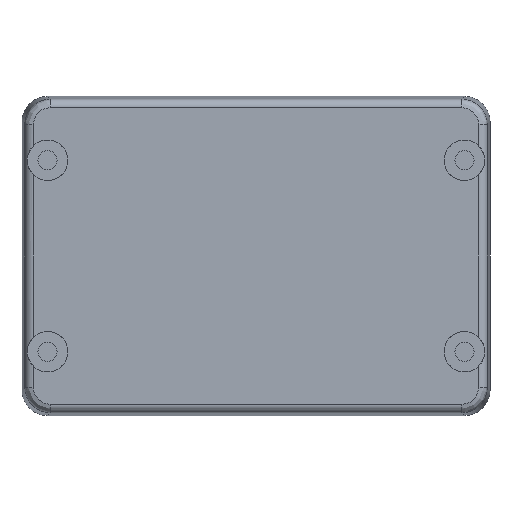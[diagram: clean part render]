
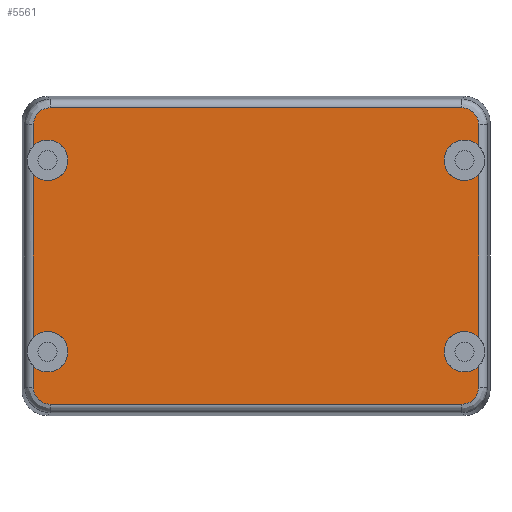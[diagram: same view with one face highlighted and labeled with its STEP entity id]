
A CAD part, front view. The second image highlights one B-rep face of the part: STEP entity #5561.
In plain terms, the highlighted planar face has unit normal (0, -1, 0).
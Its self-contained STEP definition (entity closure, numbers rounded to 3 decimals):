
#2446=DIRECTION('',(0.,0.,1.));
#2447=VECTOR('',#2446,38.238);
#2448=CARTESIAN_POINT('',(52.336,-40.,-19.119));
#2449=LINE('',#2448,#2447);
#2453=CARTESIAN_POINT('',(49.,-40.,-22.5));
#2454=DIRECTION('',(0.,-1.,0.));
#2455=DIRECTION('',(0.702,0.,0.712));
#2456=AXIS2_PLACEMENT_3D('',#2453,#2454,#2455);
#2461=CARTESIAN_POINT('',(49.,-40.,-22.5));
#2462=DIRECTION('',(0.,-1.,0.));
#2463=DIRECTION('',(-1.,0.,0.));
#2464=AXIS2_PLACEMENT_3D('',#2461,#2462,#2463);
#2469=DIRECTION('',(0.,0.,1.));
#2470=VECTOR('',#2469,4.956);
#2471=CARTESIAN_POINT('',(52.336,-40.,
-30.837));
#2472=LINE('',#2471,#2470);
#2476=CARTESIAN_POINT('',(48.337,-40.,
-34.836));
#2477=CARTESIAN_POINT('',(48.602,-40.,
-34.836));
#2478=CARTESIAN_POINT('',(49.12,-40.,
-34.785));
#2479=CARTESIAN_POINT('',(49.877,-40.,-34.556));
#2480=CARTESIAN_POINT('',(50.573,-40.,-34.184));
#2481=CARTESIAN_POINT('',(51.184,-40.,-33.683));
#2482=CARTESIAN_POINT('',(51.684,-40.,-33.073));
#2483=CARTESIAN_POINT('',(52.056,-40.,
-32.377));
#2484=CARTESIAN_POINT('',(52.285,-40.,
-31.62));
#2485=CARTESIAN_POINT('',(52.336,-40.,
-31.102));
#2486=CARTESIAN_POINT('',(52.336,-40.,
-30.837));
#2491=DIRECTION('',(1.,0.,0.));
#2492=VECTOR('',#2491,96.674);
#2493=CARTESIAN_POINT('',(-48.337,-40.,
-34.836));
#2494=LINE('',#2493,#2492);
#2498=CARTESIAN_POINT('',(-52.336,-40.,
-30.837));
#2499=CARTESIAN_POINT('',(-52.336,-40.,
-31.102));
#2500=CARTESIAN_POINT('',(-52.285,-40.,
-31.62));
#2501=CARTESIAN_POINT('',(-52.056,-40.,-32.377));
#2502=CARTESIAN_POINT('',(-51.684,-40.,-33.073));
#2503=CARTESIAN_POINT('',(-51.183,-40.,-33.684));
#2504=CARTESIAN_POINT('',(-50.573,-40.,-34.184));
#2505=CARTESIAN_POINT('',(-49.877,-40.,
-34.556));
#2506=CARTESIAN_POINT('',(-49.12,-40.,
-34.785));
#2507=CARTESIAN_POINT('',(-48.602,-40.,
-34.836));
#2508=CARTESIAN_POINT('',(-48.337,-40.,
-34.836));
#2513=DIRECTION('',(0.,0.,-1.));
#2514=VECTOR('',#2513,4.956);
#2515=CARTESIAN_POINT('',(-52.336,-40.,-25.881));
#2516=LINE('',#2515,#2514);
#2520=CARTESIAN_POINT('',(-49.,-40.,-22.5));
#2521=DIRECTION('',(0.,-1.,0.));
#2522=DIRECTION('',(-0.702,0.,-0.712));
#2523=AXIS2_PLACEMENT_3D('',#2520,#2521,#2522);
#2528=CARTESIAN_POINT('',(-49.,-40.,-22.5));
#2529=DIRECTION('',(0.,-1.,0.));
#2530=DIRECTION('',(1.,0.,0.));
#2531=AXIS2_PLACEMENT_3D('',#2528,#2529,#2530);
#2536=DIRECTION('',(0.,0.,-1.));
#2537=VECTOR('',#2536,38.238);
#2538=CARTESIAN_POINT('',(-52.336,-40.,19.119));
#2539=LINE('',#2538,#2537);
#2543=CARTESIAN_POINT('',(-49.,-40.,22.5));
#2544=DIRECTION('',(0.,-1.,0.));
#2545=DIRECTION('',(-0.702,0.,-0.712));
#2546=AXIS2_PLACEMENT_3D('',#2543,#2544,#2545);
#2551=CARTESIAN_POINT('',(-49.,-40.,22.5));
#2552=DIRECTION('',(0.,-1.,0.));
#2553=DIRECTION('',(1.,0.,0.));
#2554=AXIS2_PLACEMENT_3D('',#2551,#2552,#2553);
#2559=DIRECTION('',(0.,0.,-1.));
#2560=VECTOR('',#2559,4.956);
#2561=CARTESIAN_POINT('',(-52.336,-40.,
30.837));
#2562=LINE('',#2561,#2560);
#2566=CARTESIAN_POINT('',(-48.337,-40.,
34.836));
#2567=CARTESIAN_POINT('',(-48.602,-40.,
34.836));
#2568=CARTESIAN_POINT('',(-49.12,-40.,
34.785));
#2569=CARTESIAN_POINT('',(-49.877,-40.,34.556));
#2570=CARTESIAN_POINT('',(-50.573,-40.,34.184));
#2571=CARTESIAN_POINT('',(-51.184,-40.,33.683));
#2572=CARTESIAN_POINT('',(-51.684,-40.,33.073));
#2573=CARTESIAN_POINT('',(-52.056,-40.,
32.377));
#2574=CARTESIAN_POINT('',(-52.285,-40.,
31.62));
#2575=CARTESIAN_POINT('',(-52.336,-40.,
31.102));
#2576=CARTESIAN_POINT('',(-52.336,-40.,
30.837));
#2581=DIRECTION('',(-1.,0.,0.));
#2582=VECTOR('',#2581,96.674);
#2583=CARTESIAN_POINT('',(48.337,-40.,34.836));
#2584=LINE('',#2583,#2582);
#2588=CARTESIAN_POINT('',(52.336,-40.,30.837));
#2589=CARTESIAN_POINT('',(52.336,-40.,31.102));
#2590=CARTESIAN_POINT('',(52.285,-40.,31.62));
#2591=CARTESIAN_POINT('',(52.056,-40.,32.377));
#2592=CARTESIAN_POINT('',(51.684,-40.,33.073));
#2593=CARTESIAN_POINT('',(51.183,-40.,33.684));
#2594=CARTESIAN_POINT('',(50.573,-40.,34.184));
#2595=CARTESIAN_POINT('',(49.877,-40.,34.556));
#2596=CARTESIAN_POINT('',(49.12,-40.,34.785));
#2597=CARTESIAN_POINT('',(48.602,-40.,34.836));
#2598=CARTESIAN_POINT('',(48.337,-40.,34.836));
#2603=DIRECTION('',(0.,0.,1.));
#2604=VECTOR('',#2603,4.956);
#2605=CARTESIAN_POINT('',(52.336,-40.,25.881));
#2606=LINE('',#2605,#2604);
#2610=CARTESIAN_POINT('',(49.,-40.,22.5));
#2611=DIRECTION('',(0.,-1.,0.));
#2612=DIRECTION('',(0.702,0.,0.712));
#2613=AXIS2_PLACEMENT_3D('',#2610,#2611,#2612);
#2618=CARTESIAN_POINT('',(49.,-40.,22.5));
#2619=DIRECTION('',(0.,-1.,0.));
#2620=DIRECTION('',(-1.,0.,0.));
#2621=AXIS2_PLACEMENT_3D('',#2618,#2619,#2620);
#3358=CARTESIAN_POINT('',(-44.25,-40.,22.5));
#3359=VERTEX_POINT('',#3358);
#3360=CARTESIAN_POINT('',(44.25,-40.,22.5));
#3361=VERTEX_POINT('',#3360);
#3362=CARTESIAN_POINT('',(44.25,-40.,-22.5));
#3363=VERTEX_POINT('',#3362);
#3364=CARTESIAN_POINT('',(-44.25,-40.,-22.5));
#3365=VERTEX_POINT('',#3364);
#3366=CARTESIAN_POINT('',(52.336,-40.,-19.119));
#3367=CARTESIAN_POINT('',(52.336,-40.,19.119));
#3368=VERTEX_POINT('',#3366);
#3369=VERTEX_POINT('',#3367);
#3370=CARTESIAN_POINT('',(52.336,-40.,
-30.837));
#3371=CARTESIAN_POINT('',(52.336,-40.,-25.881));
#3372=VERTEX_POINT('',#3370);
#3373=VERTEX_POINT('',#3371);
#3374=VERTEX_POINT('',#2476);
#3377=CARTESIAN_POINT('',(-48.337,-40.,
-34.836));
#3378=VERTEX_POINT('',#3377);
#3381=VERTEX_POINT('',#2498);
#3383=CARTESIAN_POINT('',(-52.336,-40.,-25.881));
#3384=VERTEX_POINT('',#3383);
#3385=CARTESIAN_POINT('',(-52.336,-40.,19.119));
#3386=CARTESIAN_POINT('',(-52.336,-40.,-19.119));
#3387=VERTEX_POINT('',#3385);
#3388=VERTEX_POINT('',#3386);
#3389=CARTESIAN_POINT('',(52.336,-40.,25.881));
#3390=CARTESIAN_POINT('',(52.336,-40.,30.837));
#3391=VERTEX_POINT('',#3389);
#3392=VERTEX_POINT('',#3390);
#3393=VERTEX_POINT('',#2598);
#3396=CARTESIAN_POINT('',(-48.337,-40.,
34.836));
#3397=VERTEX_POINT('',#3396);
#3400=VERTEX_POINT('',#2576);
#3402=CARTESIAN_POINT('',(-52.336,-40.,25.881));
#3403=VERTEX_POINT('',#3402);
#5516=CARTESIAN_POINT('',(0.,-40.,0.));
#5517=DIRECTION('',(0.,1.,0.));
#5518=DIRECTION('',(1.,0.,0.));
#5519=AXIS2_PLACEMENT_3D('',#5516,#5517,#5518);
#5520=PLANE('',#5519);
#5522=ORIENTED_EDGE('',*,*,#5521,.F.);
#5524=ORIENTED_EDGE('',*,*,#5523,.T.);
#5526=ORIENTED_EDGE('',*,*,#5525,.T.);
#5528=ORIENTED_EDGE('',*,*,#5527,.F.);
#5530=ORIENTED_EDGE('',*,*,#5529,.F.);
#5532=ORIENTED_EDGE('',*,*,#5531,.F.);
#5534=ORIENTED_EDGE('',*,*,#5533,.F.);
#5536=ORIENTED_EDGE('',*,*,#5535,.F.);
#5538=ORIENTED_EDGE('',*,*,#5537,.T.);
#5540=ORIENTED_EDGE('',*,*,#5539,.T.);
#5542=ORIENTED_EDGE('',*,*,#5541,.F.);
#5543=ORIENTED_EDGE('',*,*,#5506,.T.);
#5544=ORIENTED_EDGE('',*,*,#5493,.T.);
#5546=ORIENTED_EDGE('',*,*,#5545,.F.);
#5548=ORIENTED_EDGE('',*,*,#5547,.F.);
#5550=ORIENTED_EDGE('',*,*,#5549,.F.);
#5552=ORIENTED_EDGE('',*,*,#5551,.F.);
#5554=ORIENTED_EDGE('',*,*,#5553,.F.);
#5556=ORIENTED_EDGE('',*,*,#5555,.T.);
#5558=ORIENTED_EDGE('',*,*,#5557,.T.);
#5559=EDGE_LOOP('',(#5522,#5524,#5526,#5528,#5530,#5532,#5534,#5536,#5538,#5540,
#5542,#5543,#5544,#5546,#5548,#5550,#5552,#5554,#5556,#5558));
#5560=FACE_OUTER_BOUND('',#5559,.F.);
#5561=ADVANCED_FACE('',(#5560),#5520,.F.);
#2457=CIRCLE('',#2456,4.75);
#2465=CIRCLE('',#2464,4.75);
#2487=B_SPLINE_CURVE_WITH_KNOTS('',3,(#2476,#2477,#2478,#2479,#2480,#2481,#2482,
#2483,#2484,#2485,#2486),.UNSPECIFIED.,.F.,.F.,(4,1,1,1,1,1,1,1,4),(0.,
0.125,0.25,0.375,0.5,0.625,0.75,0.875,1.),.UNSPECIFIED.);
#2509=B_SPLINE_CURVE_WITH_KNOTS('',3,(#2498,#2499,#2500,#2501,#2502,#2503,#2504,
#2505,#2506,#2507,#2508),.UNSPECIFIED.,.F.,.F.,(4,1,1,1,1,1,1,1,4),(0.,
0.125,0.25,0.375,0.5,0.625,0.75,0.875,1.),.UNSPECIFIED.);
#2524=CIRCLE('',#2523,4.75);
#2532=CIRCLE('',#2531,4.75);
#2547=CIRCLE('',#2546,4.75);
#2555=CIRCLE('',#2554,4.75);
#2577=B_SPLINE_CURVE_WITH_KNOTS('',3,(#2566,#2567,#2568,#2569,#2570,#2571,#2572,
#2573,#2574,#2575,#2576),.UNSPECIFIED.,.F.,.F.,(4,1,1,1,1,1,1,1,4),(0.,
0.125,0.25,0.375,0.5,0.625,0.75,0.875,1.),.UNSPECIFIED.);
#2599=B_SPLINE_CURVE_WITH_KNOTS('',3,(#2588,#2589,#2590,#2591,#2592,#2593,#2594,
#2595,#2596,#2597,#2598),.UNSPECIFIED.,.F.,.F.,(4,1,1,1,1,1,1,1,4),(0.,
0.125,0.25,0.375,0.5,0.625,0.75,0.875,1.),.UNSPECIFIED.);
#2614=CIRCLE('',#2613,4.75);
#2622=CIRCLE('',#2621,4.75);
#5493=EDGE_CURVE('',#3359,#3403,#2555,.T.);
#5506=EDGE_CURVE('',#3387,#3359,#2547,.T.);
#5521=EDGE_CURVE('',#3368,#3369,#2449,.T.);
#5523=EDGE_CURVE('',#3368,#3363,#2457,.T.);
#5525=EDGE_CURVE('',#3363,#3373,#2465,.T.);
#5527=EDGE_CURVE('',#3372,#3373,#2472,.T.);
#5529=EDGE_CURVE('',#3374,#3372,#2487,.T.);
#5531=EDGE_CURVE('',#3378,#3374,#2494,.T.);
#5533=EDGE_CURVE('',#3381,#3378,#2509,.T.);
#5535=EDGE_CURVE('',#3384,#3381,#2516,.T.);
#5537=EDGE_CURVE('',#3384,#3365,#2524,.T.);
#5539=EDGE_CURVE('',#3365,#3388,#2532,.T.);
#5541=EDGE_CURVE('',#3387,#3388,#2539,.T.);
#5545=EDGE_CURVE('',#3400,#3403,#2562,.T.);
#5547=EDGE_CURVE('',#3397,#3400,#2577,.T.);
#5549=EDGE_CURVE('',#3393,#3397,#2584,.T.);
#5551=EDGE_CURVE('',#3392,#3393,#2599,.T.);
#5553=EDGE_CURVE('',#3391,#3392,#2606,.T.);
#5555=EDGE_CURVE('',#3391,#3361,#2614,.T.);
#5557=EDGE_CURVE('',#3361,#3369,#2622,.T.);
